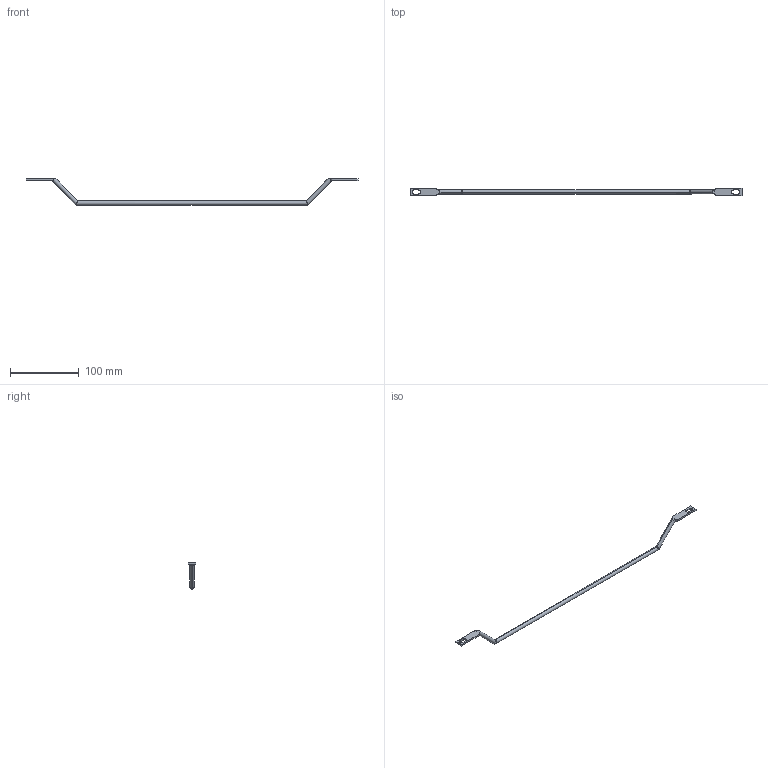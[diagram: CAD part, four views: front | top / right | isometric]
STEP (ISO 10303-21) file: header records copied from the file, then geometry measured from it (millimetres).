
FILE_DESCRIPTION (( 'STEP AP214' ), '1' );
FILE_NAME ('RP00007-10.STEP', '2018-11-26T20:39:28', ( '' ), ( '' ), 'SwSTEP 2.0', 'SolidWorks 2017', '' );
FILE_SCHEMA (( 'AUTOMOTIVE_DESIGN' ));
Length unit declared in the file: inch
Products named in the file (1): RP00007-10
Bounding box: 483 x 11 x 38.1 mm (x, y, z)
Volume: 14030.8 mm3; surface area: 10230.6 mm2
Topology: 1 solids, 1 shells, 44 faces, 129 edges, 79 vertices
Faces by surface type: plane 21, cylinder 16, bspline 7
Entity records: 1854 total; most frequent: CARTESIAN_POINT 671, ORIENTED_EDGE 242, DIRECTION 175, EDGE_CURVE 121, VERTEX_POINT 79, AXIS2_PLACEMENT_3D 61, VECTOR 53, LINE 53
